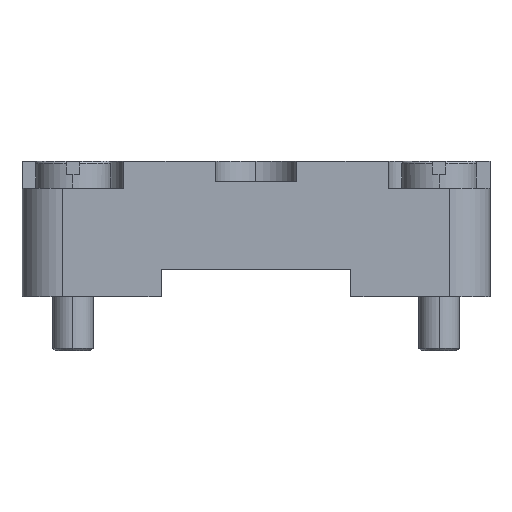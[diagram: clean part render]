
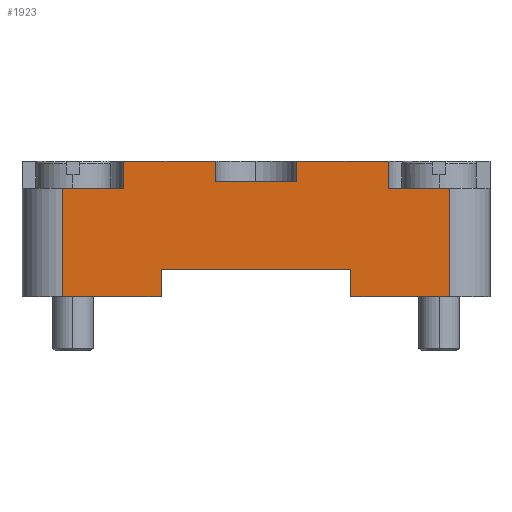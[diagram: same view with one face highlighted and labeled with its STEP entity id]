
A CAD part, left-side view. The second image highlights one B-rep face of the part: STEP entity #1923.
In plain terms, the highlighted planar face has unit normal (-1, 0, 0).
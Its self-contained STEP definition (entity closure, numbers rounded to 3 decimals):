
#869=CARTESIAN_POINT('',(-25.75,3.,0.0));
#870=VERTEX_POINT('',#869);
#878=CARTESIAN_POINT('',(-25.75,3.,-1.5));
#879=VERTEX_POINT('',#878);
#880=CARTESIAN_POINT('',(-25.75,3.,-1.5));
#881=DIRECTION('',(0.0,0.0,1.0));
#882=VECTOR('',#881,1.5);
#883=LINE('',#880,#882);
#884=EDGE_CURVE('',#879,#870,#883,.T.);
#1692=CARTESIAN_POINT('',(-25.75,7.,-8.0));
#1693=VERTEX_POINT('',#1692);
#1694=CARTESIAN_POINT('',(-25.75,-7.,-8.0));
#1695=VERTEX_POINT('',#1694);
#1696=CARTESIAN_POINT('',(-25.75,7.,-8.0));
#1697=DIRECTION('',(0.0,-1.0,0.0));
#1698=VECTOR('',#1697,14.0);
#1699=LINE('',#1696,#1698);
#1700=EDGE_CURVE('',#1693,#1695,#1699,.T.);
#1763=CARTESIAN_POINT('',(-25.75,-7.,-10.0));
#1764=VERTEX_POINT('',#1763);
#1765=CARTESIAN_POINT('',(-25.75,-7.,-8.0));
#1766=DIRECTION('',(0.0,0.0,-1.0));
#1767=VECTOR('',#1766,2.0);
#1768=LINE('',#1765,#1767);
#1769=EDGE_CURVE('',#1695,#1764,#1768,.T.);
#1794=CARTESIAN_POINT('',(-25.75,7.,-10.0));
#1795=VERTEX_POINT('',#1794);
#1796=CARTESIAN_POINT('',(-25.75,7.,-10.0));
#1797=DIRECTION('',(0.0,0.0,1.0));
#1798=VECTOR('',#1797,2.0);
#1799=LINE('',#1796,#1798);
#1800=EDGE_CURVE('',#1795,#1693,#1799,.T.);
#1820=CARTESIAN_POINT('',(-25.75,14.25,0.0));
#1821=DIRECTION('',(-1.0,0.0,0.0));
#1822=DIRECTION('',(0.0,0.0,1.0));
#1823=AXIS2_PLACEMENT_3D('',#1820,#1821,#1822);
#1824=PLANE('',#1823);
#1825=ORIENTED_EDGE('',*,*,#1800,.T.);
#1826=ORIENTED_EDGE('',*,*,#1700,.T.);
#1827=ORIENTED_EDGE('',*,*,#1769,.T.);
#1828=CARTESIAN_POINT('',(-25.75,-14.25,-10.0));
#1829=VERTEX_POINT('',#1828);
#1830=CARTESIAN_POINT('',(-25.75,-7.,-10.0));
#1831=DIRECTION('',(0.0,-1.0,0.0));
#1832=VECTOR('',#1831,7.25);
#1833=LINE('',#1830,#1832);
#1834=EDGE_CURVE('',#1764,#1829,#1833,.T.);
#1835=ORIENTED_EDGE('',*,*,#1834,.T.);
#1836=CARTESIAN_POINT('',(-25.75,-14.25,-2.0));
#1837=VERTEX_POINT('',#1836);
#1838=CARTESIAN_POINT('',(-25.75,-14.25,-2.0));
#1839=DIRECTION('',(0.0,0.0,-1.0));
#1840=VECTOR('',#1839,8.0);
#1841=LINE('',#1838,#1840);
#1842=EDGE_CURVE('',#1837,#1829,#1841,.T.);
#1843=ORIENTED_EDGE('',*,*,#1842,.F.);
#1844=CARTESIAN_POINT('',(-25.75,-9.75,-2.0));
#1845=VERTEX_POINT('',#1844);
#1846=CARTESIAN_POINT('',(-25.75,-14.25,-2.0));
#1847=DIRECTION('',(0.0,1.0,0.0));
#1848=VECTOR('',#1847,4.5);
#1849=LINE('',#1846,#1848);
#1850=EDGE_CURVE('',#1837,#1845,#1849,.T.);
#1851=ORIENTED_EDGE('',*,*,#1850,.T.);
#1852=CARTESIAN_POINT('',(-25.75,-9.75,0.0));
#1853=VERTEX_POINT('',#1852);
#1854=CARTESIAN_POINT('',(-25.75,-9.75,-2.0));
#1855=DIRECTION('',(0.0,0.0,1.0));
#1856=VECTOR('',#1855,2.0);
#1857=LINE('',#1854,#1856);
#1858=EDGE_CURVE('',#1845,#1853,#1857,.T.);
#1859=ORIENTED_EDGE('',*,*,#1858,.T.);
#1860=CARTESIAN_POINT('',(-25.75,-3.,0.0));
#1861=VERTEX_POINT('',#1860);
#1862=CARTESIAN_POINT('',(-25.75,-3.,0.0));
#1863=DIRECTION('',(0.0,-1.0,0.0));
#1864=VECTOR('',#1863,6.75);
#1865=LINE('',#1862,#1864);
#1866=EDGE_CURVE('',#1861,#1853,#1865,.T.);
#1867=ORIENTED_EDGE('',*,*,#1866,.F.);
#1868=CARTESIAN_POINT('',(-25.75,-3.,-1.5));
#1869=VERTEX_POINT('',#1868);
#1870=CARTESIAN_POINT('',(-25.75,-3.,0.0));
#1871=DIRECTION('',(0.0,0.0,-1.0));
#1872=VECTOR('',#1871,1.5);
#1873=LINE('',#1870,#1872);
#1874=EDGE_CURVE('',#1861,#1869,#1873,.T.);
#1875=ORIENTED_EDGE('',*,*,#1874,.T.);
#1876=CARTESIAN_POINT('',(-25.75,-3.,-1.5));
#1877=DIRECTION('',(0.0,1.0,0.0));
#1878=VECTOR('',#1877,6.);
#1879=LINE('',#1876,#1878);
#1880=EDGE_CURVE('',#1869,#879,#1879,.T.);
#1881=ORIENTED_EDGE('',*,*,#1880,.T.);
#1882=ORIENTED_EDGE('',*,*,#884,.T.);
#1883=CARTESIAN_POINT('',(-25.75,9.75,0.0));
#1884=VERTEX_POINT('',#1883);
#1885=CARTESIAN_POINT('',(-25.75,9.75,0.0));
#1886=DIRECTION('',(0.0,-1.0,0.0));
#1887=VECTOR('',#1886,6.75);
#1888=LINE('',#1885,#1887);
#1889=EDGE_CURVE('',#1884,#870,#1888,.T.);
#1890=ORIENTED_EDGE('',*,*,#1889,.F.);
#1891=CARTESIAN_POINT('',(-25.75,9.75,-2.0));
#1892=VERTEX_POINT('',#1891);
#1893=CARTESIAN_POINT('',(-25.75,9.75,0.0));
#1894=DIRECTION('',(0.0,0.0,-1.0));
#1895=VECTOR('',#1894,2.0);
#1896=LINE('',#1893,#1895);
#1897=EDGE_CURVE('',#1884,#1892,#1896,.T.);
#1898=ORIENTED_EDGE('',*,*,#1897,.T.);
#1899=CARTESIAN_POINT('',(-25.75,14.25,-2.0));
#1900=VERTEX_POINT('',#1899);
#1901=CARTESIAN_POINT('',(-25.75,9.75,-2.0));
#1902=DIRECTION('',(0.0,1.0,0.0));
#1903=VECTOR('',#1902,4.5);
#1904=LINE('',#1901,#1903);
#1905=EDGE_CURVE('',#1892,#1900,#1904,.T.);
#1906=ORIENTED_EDGE('',*,*,#1905,.T.);
#1907=CARTESIAN_POINT('',(-25.75,14.25,-10.0));
#1908=VERTEX_POINT('',#1907);
#1909=CARTESIAN_POINT('',(-25.75,14.25,-2.0));
#1910=DIRECTION('',(0.0,0.0,-1.0));
#1911=VECTOR('',#1910,8.0);
#1912=LINE('',#1909,#1911);
#1913=EDGE_CURVE('',#1900,#1908,#1912,.T.);
#1914=ORIENTED_EDGE('',*,*,#1913,.T.);
#1915=CARTESIAN_POINT('',(-25.75,14.25,-10.0));
#1916=DIRECTION('',(0.0,-1.0,0.0));
#1917=VECTOR('',#1916,7.25);
#1918=LINE('',#1915,#1917);
#1919=EDGE_CURVE('',#1908,#1795,#1918,.T.);
#1920=ORIENTED_EDGE('',*,*,#1919,.T.);
#1921=EDGE_LOOP('',(#1825,#1826,#1827,#1835,#1843,#1851,#1859,#1867,#1875,#1881,#1882,#1890,#1898,#1906,#1914,#1920));
#1922=FACE_OUTER_BOUND('',#1921,.T.);
#1923=ADVANCED_FACE('',(#1922),#1824,.T.);
